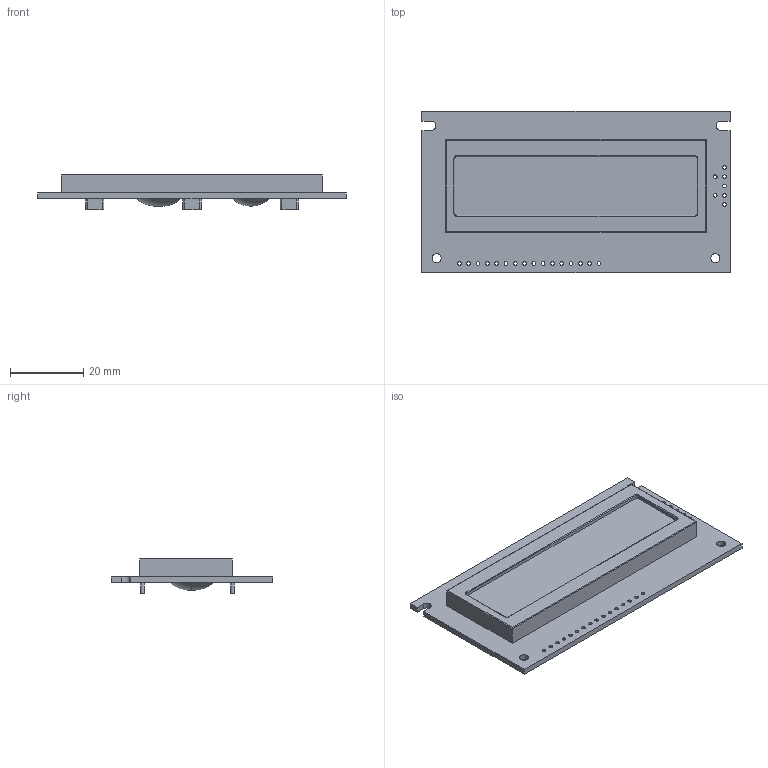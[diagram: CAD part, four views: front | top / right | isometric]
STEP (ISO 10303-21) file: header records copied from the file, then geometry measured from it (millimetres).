
FILE_DESCRIPTION (( 'STEP AP214' ), '1' );
FILE_NAME ('User Library-WH1602A.STEP', '2014-12-10T11:52:36', ( 'Windows User' ), ( '' ), 'SwSTEP 2.0', 'SolidWorks 2015', '' );
FILE_SCHEMA (( 'AUTOMOTIVE_DESIGN' ));
Length unit declared in the file: millimetre
Products named in the file (1): User Library-WH1602A
Bounding box: 84.05 x 44.05 x 9.7 mm (x, y, z)
Volume: 14134.6 mm3; surface area: 9258.9 mm2
Topology: 1 solids, 1 shells, 219 faces, 579 edges, 382 vertices
Faces by surface type: plane 104, cylinder 83, bspline 24, torus 8
Entity records: 9165 total; most frequent: CARTESIAN_POINT 2721, ORIENTED_EDGE 1158, DIRECTION 1093, EDGE_CURVE 579, VERTEX_POINT 382, AXIS2_PLACEMENT_3D 370, VECTOR 353, LINE 353
